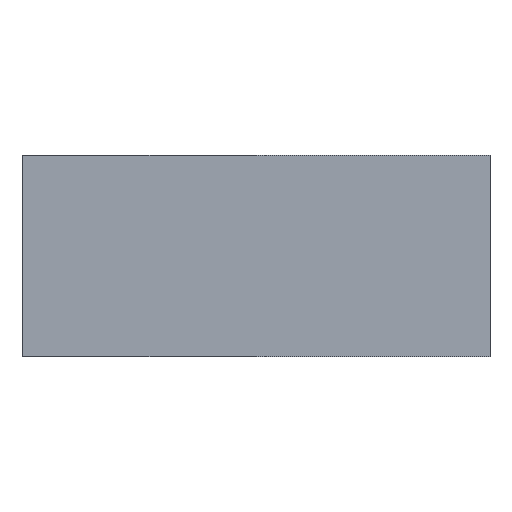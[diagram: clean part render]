
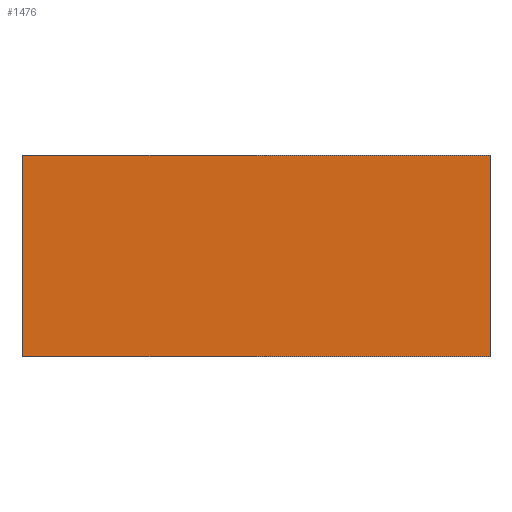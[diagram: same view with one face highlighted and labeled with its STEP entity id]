
A CAD part, front view. The second image highlights one B-rep face of the part: STEP entity #1476.
In plain terms, the highlighted planar face has unit normal (0, -1, 0).
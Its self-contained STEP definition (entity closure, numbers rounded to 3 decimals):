
#1256 = VERTEX_POINT ( 'NONE', #6988 ) ;
#1309 = VERTEX_POINT ( 'NONE', #6882 ) ;
#1461 = ORIENTED_EDGE ( 'NONE', *, *, #1463, .T. ) ;
#1463 = EDGE_CURVE ( 'NONE', #1256, #1309, #2760, .T. ) ;
#1469 = VERTEX_POINT ( 'NONE', #2798 ) ;
#1471 = ORIENTED_EDGE ( 'NONE', *, *, #1480, .F. ) ;
#1474 = EDGE_LOOP ( 'NONE', ( #1461, #1471, #1546, #1541 ) ) ;
#1476 = ADVANCED_FACE ( 'NONE', ( #2774 ), #2765, .F. ) ;
#1480 = EDGE_CURVE ( 'NONE', #1469, #1309, #2762, .T. ) ;
#1495 = EDGE_CURVE ( 'NONE', #1536, #1469, #2812, .T. ) ;
#1536 = VERTEX_POINT ( 'NONE', #2845 ) ;
#1541 = ORIENTED_EDGE ( 'NONE', *, *, #1551, .T. ) ;
#1546 = ORIENTED_EDGE ( 'NONE', *, *, #1495, .F. ) ;
#1551 = EDGE_CURVE ( 'NONE', #1536, #1256, #6305, .T. ) ;
#2757 = DIRECTION ( 'NONE',  ( 1., 0., 0. ) ) ;
#2758 = VECTOR ( 'NONE', #2757, 1000. ) ;
#2759 = CARTESIAN_POINT ( 'NONE',  ( -29., -15., -12.5 ) ) ;
#2760 = LINE ( 'NONE', #2759, #2758 ) ;
#2761 = CARTESIAN_POINT ( 'NONE',  ( 29., -15., 12.5 ) ) ;
#2762 = LINE ( 'NONE', #2761, #2793 ) ;
#2765 = PLANE ( 'NONE',  #2768 ) ;
#2766 = DIRECTION ( 'NONE',  ( 0., 1., 0. ) ) ;
#2767 = CARTESIAN_POINT ( 'NONE',  ( -29., -15., 12.5 ) ) ;
#2768 = AXIS2_PLACEMENT_3D ( 'NONE', #2767, #2766, #2770 ) ;
#2770 = DIRECTION ( 'NONE',  ( 0., 0., 1. ) ) ;
#2774 = FACE_OUTER_BOUND ( 'NONE', #1474, .T. ) ;
#2792 = DIRECTION ( 'NONE',  ( 0., 0., -1. ) ) ;
#2793 = VECTOR ( 'NONE', #2792, 1000. ) ;
#2798 = CARTESIAN_POINT ( 'NONE',  ( 29., -15., 12.5 ) ) ;
#2804 = DIRECTION ( 'NONE',  ( 1., 0., 0. ) ) ;
#2811 = VECTOR ( 'NONE', #2804, 1000. ) ;
#2812 = LINE ( 'NONE', #2813, #2811 ) ;
#2813 = CARTESIAN_POINT ( 'NONE',  ( -29., -15., 12.5 ) ) ;
#2845 = CARTESIAN_POINT ( 'NONE',  ( -29., -15., 12.5 ) ) ;
#6276 = CARTESIAN_POINT ( 'NONE',  ( -29., -15., 12.5 ) ) ;
#6292 = DIRECTION ( 'NONE',  ( 0., 0., -1. ) ) ;
#6298 = VECTOR ( 'NONE', #6292, 1000. ) ;
#6305 = LINE ( 'NONE', #6276, #6298 ) ;
#6882 = CARTESIAN_POINT ( 'NONE',  ( 29., -15., -12.5 ) ) ;
#6988 = CARTESIAN_POINT ( 'NONE',  ( -29., -15., -12.5 ) ) ;
